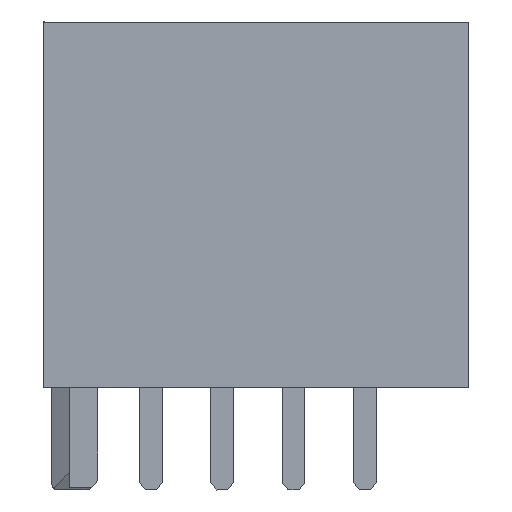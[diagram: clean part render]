
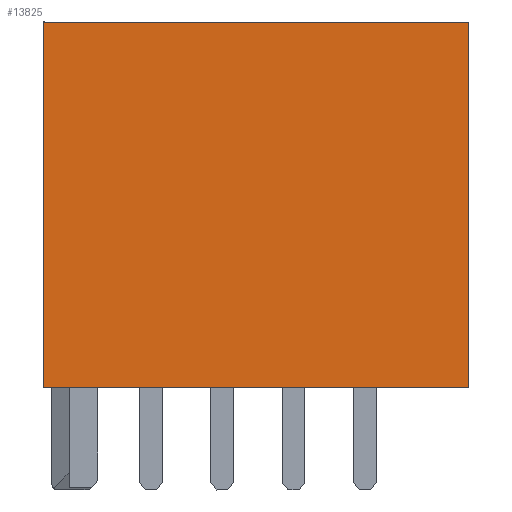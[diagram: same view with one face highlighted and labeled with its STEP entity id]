
A CAD part, left-side view. The second image highlights one B-rep face of the part: STEP entity #13825.
In plain terms, the highlighted face is planar.
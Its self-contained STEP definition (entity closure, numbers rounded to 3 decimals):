
#1376=ORIENTED_EDGE('',*,*,#5269,.F.);
#1377=ORIENTED_EDGE('',*,*,#5035,.F.);
#1378=ORIENTED_EDGE('',*,*,#5270,.F.);
#1379=ORIENTED_EDGE('',*,*,#5271,.F.);
#5035=EDGE_CURVE('',#6988,#6989,#8391,.T.);
#5269=EDGE_CURVE('',#6989,#7149,#8625,.T.);
#5270=EDGE_CURVE('',#7150,#6988,#8626,.T.);
#5271=EDGE_CURVE('',#7149,#7150,#8627,.T.);
#6988=VERTEX_POINT('',#20241);
#6989=VERTEX_POINT('',#20243);
#7149=VERTEX_POINT('',#20676);
#7150=VERTEX_POINT('',#20678);
#8391=LINE('',#20242,#10368);
#8625=LINE('',#20675,#10602);
#8626=LINE('',#20677,#10603);
#8627=LINE('',#20679,#10604);
#10368=VECTOR('',#16134,1000.);
#10602=VECTOR('',#16446,1000.);
#10603=VECTOR('',#16447,1000.);
#10604=VECTOR('',#16448,1000.);
#11735=EDGE_LOOP('',(#1376,#1377,#1378,#1379));
#12463=FACE_BOUND('',#11735,.T.);
#13168=PLANE('',#14564);
#13825=ADVANCED_FACE('',(#12463),#13168,.F.);
#14564=AXIS2_PLACEMENT_3D('',#20674,#16444,#16445);
#16134=DIRECTION('',(1.,0.,0.));
#16444=DIRECTION('',(0.,1.,0.));
#16445=DIRECTION('',(0.,0.,1.));
#16446=DIRECTION('',(0.,0.,-1.));
#16447=DIRECTION('',(0.,0.,1.));
#16448=DIRECTION('',(-1.,0.,0.));
#20241=CARTESIAN_POINT('',(-7.45,0.,6.4));
#20242=CARTESIAN_POINT('',(-7.45,0.,6.4));
#20243=CARTESIAN_POINT('',(7.45,0.,6.4));
#20674=CARTESIAN_POINT('',(0.,0.,0.));
#20675=CARTESIAN_POINT('',(7.45,0.,6.4));
#20676=CARTESIAN_POINT('',(7.45,0.,-6.4));
#20677=CARTESIAN_POINT('',(-7.45,0.,-6.4));
#20678=CARTESIAN_POINT('',(-7.45,0.,-6.4));
#20679=CARTESIAN_POINT('',(7.45,0.,-6.4));
